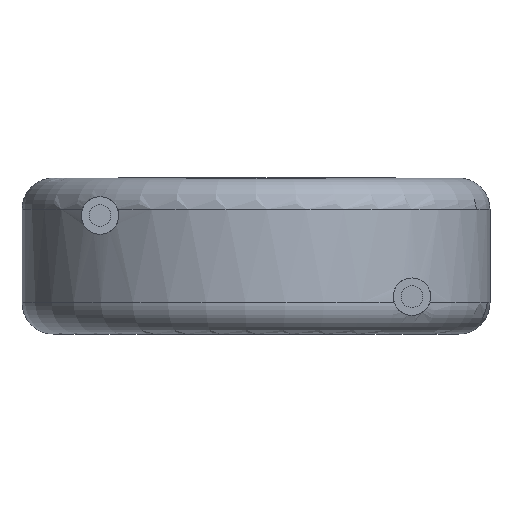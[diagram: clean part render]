
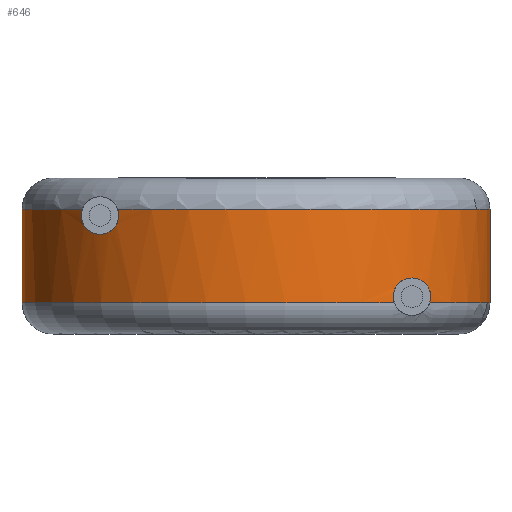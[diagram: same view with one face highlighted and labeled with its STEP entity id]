
A CAD part, front view. The second image highlights one B-rep face of the part: STEP entity #646.
In plain terms, the highlighted cylindrical face has radius 7.5 mm (diameter 15 mm), a partial arc.
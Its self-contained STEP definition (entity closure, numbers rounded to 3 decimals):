
#10 = CARTESIAN_POINT ( 'NONE',  ( -4.434, -6.049, 4. ) ) ;
#54 = CARTESIAN_POINT ( 'NONE',  ( -5.566, -5.027, 4. ) ) ;
#62 = CARTESIAN_POINT ( 'NONE',  ( 7.5, 0., 1. ) ) ;
#93 = B_SPLINE_CURVE_WITH_KNOTS ( 'NONE', 3,
 ( #1418, #1942, #581, #1152, #1975, #1695, #2535, #3304, #2262, #2794, #1437, #1660 ),
 .UNSPECIFIED., .F., .F.,
 ( 4, 2, 2, 2, 2, 4 ),
 ( 0.003, 0.003, 0.003, 0.004, 0.004, 0.004 ),
 .UNSPECIFIED. ) ;
#109 = DIRECTION ( 'NONE',  ( 0., 0., -1. ) ) ;
#114 = CARTESIAN_POINT ( 'NONE',  ( 4.682, -5.86, 1.716 ) ) ;
#172 = DIRECTION ( 'NONE',  ( 0., 0., -1. ) ) ;
#205 = CARTESIAN_POINT ( 'NONE',  ( -4.681, -5.861, 3.285 ) ) ;
#213 = DIRECTION ( 'NONE',  ( 0., 0., -1. ) ) ;
#215 = CARTESIAN_POINT ( 'NONE',  ( 5.166, -5.438, 1.783 ) ) ;
#274 = CARTESIAN_POINT ( 'NONE',  ( -4.839, -5.731, 3.216 ) ) ;
#284 = DIRECTION ( 'NONE',  ( 1., 0., 0. ) ) ;
#290 = EDGE_CURVE ( 'NONE', #1730, #1598, #1881, .T. ) ;
#317 = CARTESIAN_POINT ( 'NONE',  ( 4.391, -6.08, 1.212 ) ) ;
#338 = CARTESIAN_POINT ( 'NONE',  ( 5.566, -5.027, 1. ) ) ;
#341 = DIRECTION ( 'NONE',  ( 1., 0., 0. ) ) ;
#390 = CARTESIAN_POINT ( 'NONE',  ( -4.434, -6.049, 4. ) ) ;
#391 = CARTESIAN_POINT ( 'NONE',  ( 4.921, -5.661, 1.8 ) ) ;
#417 = CARTESIAN_POINT ( 'NONE',  ( -4.481, -6.015, 3.485 ) ) ;
#428 = CARTESIAN_POINT ( 'NONE',  ( 4.434, -6.049, 1. ) ) ;
#461 = CARTESIAN_POINT ( 'NONE',  ( -4.605, -5.92, 3.338 ) ) ;
#507 = CIRCLE ( 'NONE', #1337, 7.5 ) ;
#523 = CARTESIAN_POINT ( 'NONE',  ( 4.434, -6.049, 1. ) ) ;
#539 = CIRCLE ( 'NONE', #3423, 7.5 ) ;
#552 = EDGE_CURVE ( 'NONE', #2593, #1536, #2999, .T. ) ;
#581 = CARTESIAN_POINT ( 'NONE',  ( -5.595, -4.995, 3.895 ) ) ;
#583 = CARTESIAN_POINT ( 'NONE',  ( 4.432, -6.051, 1.42 ) ) ;
#603 = B_SPLINE_CURVE_WITH_KNOTS ( 'NONE', 3,
 ( #2009, #3091, #1135, #761, #3387, #1708, #645, #2346, #1229, #215, #1745, #1505 ),
 .UNSPECIFIED., .F., .F.,
 ( 4, 2, 2, 2, 2, 4 ),
 ( 0.001, 0.001, 0.001, 0.002, 0.002, 0.002 ),
 .UNSPECIFIED. ) ;
#643 = ORIENTED_EDGE ( 'NONE', *, *, #1731, .T. ) ;
#645 = CARTESIAN_POINT ( 'NONE',  ( 5.512, -5.087, 1.526 ) ) ;
#646 = ADVANCED_FACE ( 'NONE', ( #2319 ), #2643, .T. ) ;
#651 = CARTESIAN_POINT ( 'NONE',  ( 7.5, 0., 5. ) ) ;
#761 = CARTESIAN_POINT ( 'NONE',  ( 5.602, -4.986, 1.217 ) ) ;
#780 = CARTESIAN_POINT ( 'NONE',  ( 4.399, -6.074, 1.099 ) ) ;
#850 = EDGE_CURVE ( 'NONE', #3500, #1280, #1177, .T. ) ;
#935 = CARTESIAN_POINT ( 'NONE',  ( 4.606, -5.92, 1.663 ) ) ;
#946 = CARTESIAN_POINT ( 'NONE',  ( 0., 0., 5. ) ) ;
#1118 = CARTESIAN_POINT ( 'NONE',  ( 0., 0., 1. ) ) ;
#1135 = CARTESIAN_POINT ( 'NONE',  ( 5.595, -4.995, 1.105 ) ) ;
#1152 = CARTESIAN_POINT ( 'NONE',  ( -5.602, -4.986, 3.783 ) ) ;
#1161 = ORIENTED_EDGE ( 'NONE', *, *, #850, .T. ) ;
#1177 = CIRCLE ( 'NONE', #2463, 7.5 ) ;
#1179 = CARTESIAN_POINT ( 'NONE',  ( 7.5, 0., 4. ) ) ;
#1195 = VECTOR ( 'NONE', #172, 1000. ) ;
#1229 = CARTESIAN_POINT ( 'NONE',  ( 5.318, -5.289, 1.715 ) ) ;
#1246 = AXIS2_PLACEMENT_3D ( 'NONE', #946, #2893, #2854 ) ;
#1263 = CARTESIAN_POINT ( 'NONE',  ( -5., -5.59, 3.2 ) ) ;
#1280 = VERTEX_POINT ( 'NONE', #62 ) ;
#1337 = AXIS2_PLACEMENT_3D ( 'NONE', #1617, #1349, #2706 ) ;
#1348 = EDGE_CURVE ( 'NONE', #1353, #1499, #2607, .T. ) ;
#1349 = DIRECTION ( 'NONE',  ( 0., 0., -1. ) ) ;
#1353 = VERTEX_POINT ( 'NONE', #1263 ) ;
#1407 = CARTESIAN_POINT ( 'NONE',  ( 0., 0., 1. ) ) ;
#1418 = CARTESIAN_POINT ( 'NONE',  ( -5.566, -5.027, 4. ) ) ;
#1437 = CARTESIAN_POINT ( 'NONE',  ( -5.084, -5.515, 3.2 ) ) ;
#1499 = VERTEX_POINT ( 'NONE', #390 ) ;
#1505 = CARTESIAN_POINT ( 'NONE',  ( 5., -5.59, 1.8 ) ) ;
#1536 = VERTEX_POINT ( 'NONE', #428 ) ;
#1564 = VERTEX_POINT ( 'NONE', #1766 ) ;
#1569 = EDGE_CURVE ( 'NONE', #2753, #1280, #3142, .T. ) ;
#1598 = VERTEX_POINT ( 'NONE', #1613 ) ;
#1613 = CARTESIAN_POINT ( 'NONE',  ( -7.5, 0., 4. ) ) ;
#1616 = CARTESIAN_POINT ( 'NONE',  ( -4.399, -6.074, 3.901 ) ) ;
#1617 = CARTESIAN_POINT ( 'NONE',  ( 0., 0., 4. ) ) ;
#1660 = CARTESIAN_POINT ( 'NONE',  ( -5., -5.59, 3.2 ) ) ;
#1695 = CARTESIAN_POINT ( 'NONE',  ( -5.563, -5.03, 3.565 ) ) ;
#1708 = CARTESIAN_POINT ( 'NONE',  ( 5.563, -5.031, 1.435 ) ) ;
#1720 = ORIENTED_EDGE ( 'NONE', *, *, #552, .F. ) ;
#1730 = VERTEX_POINT ( 'NONE', #54 ) ;
#1731 = EDGE_CURVE ( 'NONE', #1564, #1536, #539, .T. ) ;
#1745 = CARTESIAN_POINT ( 'NONE',  ( 5.083, -5.516, 1.8 ) ) ;
#1766 = CARTESIAN_POINT ( 'NONE',  ( -7.5, 0., 1. ) ) ;
#1783 = DIRECTION ( 'NONE',  ( 1., 0., 0. ) ) ;
#1871 = CARTESIAN_POINT ( 'NONE',  ( -7.5, 0., 5. ) ) ;
#1881 = CIRCLE ( 'NONE', #3064, 7.5 ) ;
#1886 = LINE ( 'NONE', #1871, #2486 ) ;
#1942 = CARTESIAN_POINT ( 'NONE',  ( -5.583, -5.008, 3.95 ) ) ;
#1975 = CARTESIAN_POINT ( 'NONE',  ( -5.598, -4.991, 3.726 ) ) ;
#2009 = CARTESIAN_POINT ( 'NONE',  ( 5.566, -5.027, 1. ) ) ;
#2110 = ORIENTED_EDGE ( 'NONE', *, *, #1348, .F. ) ;
#2158 = ORIENTED_EDGE ( 'NONE', *, *, #2491, .F. ) ;
#2223 = DIRECTION ( 'NONE',  ( 0., 0., 1. ) ) ;
#2262 = CARTESIAN_POINT ( 'NONE',  ( -5.319, -5.289, 3.285 ) ) ;
#2319 = FACE_OUTER_BOUND ( 'NONE', #2406, .T. ) ;
#2346 = CARTESIAN_POINT ( 'NONE',  ( 5.391, -5.215, 1.665 ) ) ;
#2376 = CARTESIAN_POINT ( 'NONE',  ( -4.919, -5.662, 3.2 ) ) ;
#2406 = EDGE_LOOP ( 'NONE', ( #3308, #2632, #2110, #2158, #3120, #3451, #643, #1720, #2427, #1161 ) ) ;
#2422 = EDGE_CURVE ( 'NONE', #2753, #1499, #507, .T. ) ;
#2427 = ORIENTED_EDGE ( 'NONE', *, *, #3251, .F. ) ;
#2463 = AXIS2_PLACEMENT_3D ( 'NONE', #1407, #2502, #341 ) ;
#2486 = VECTOR ( 'NONE', #213, 1000. ) ;
#2491 = EDGE_CURVE ( 'NONE', #1730, #1353, #93, .T. ) ;
#2502 = DIRECTION ( 'NONE',  ( 0., 0., 1. ) ) ;
#2535 = CARTESIAN_POINT ( 'NONE',  ( -5.512, -5.087, 3.474 ) ) ;
#2569 = CARTESIAN_POINT ( 'NONE',  ( 4.838, -5.732, 1.784 ) ) ;
#2593 = VERTEX_POINT ( 'NONE', #3237 ) ;
#2607 = B_SPLINE_CURVE_WITH_KNOTS ( 'NONE', 3,
 ( #3414, #2376, #274, #205, #461, #417, #2895, #3148, #1616, #10 ),
 .UNSPECIFIED., .F., .F.,
 ( 4, 2, 2, 2, 4 ),
 ( 0., 0., 0.001, 0.001, 0.001 ),
 .UNSPECIFIED. ) ;
#2632 = ORIENTED_EDGE ( 'NONE', *, *, #2422, .T. ) ;
#2643 = CYLINDRICAL_SURFACE ( 'NONE', #1246, 7.5 ) ;
#2706 = DIRECTION ( 'NONE',  ( 1., 0., 0. ) ) ;
#2753 = VERTEX_POINT ( 'NONE', #1179 ) ;
#2794 = CARTESIAN_POINT ( 'NONE',  ( -5.166, -5.438, 3.218 ) ) ;
#2854 = DIRECTION ( 'NONE',  ( -1., 0., 0. ) ) ;
#2893 = DIRECTION ( 'NONE',  ( 0., 0., -1. ) ) ;
#2895 = CARTESIAN_POINT ( 'NONE',  ( -4.432, -6.05, 3.578 ) ) ;
#2920 = CARTESIAN_POINT ( 'NONE',  ( 0., 0., 4. ) ) ;
#2999 = B_SPLINE_CURVE_WITH_KNOTS ( 'NONE', 3,
 ( #3092, #391, #2569, #114, #935, #3027, #583, #317, #780, #523 ),
 .UNSPECIFIED., .F., .F.,
 ( 4, 2, 2, 2, 4 ),
 ( 0.002, 0.003, 0.003, 0.003, 0.004 ),
 .UNSPECIFIED. ) ;
#3027 = CARTESIAN_POINT ( 'NONE',  ( 4.481, -6.015, 1.516 ) ) ;
#3064 = AXIS2_PLACEMENT_3D ( 'NONE', #2920, #109, #1783 ) ;
#3091 = CARTESIAN_POINT ( 'NONE',  ( 5.583, -5.008, 1.05 ) ) ;
#3092 = CARTESIAN_POINT ( 'NONE',  ( 5., -5.59, 1.8 ) ) ;
#3120 = ORIENTED_EDGE ( 'NONE', *, *, #290, .T. ) ;
#3142 = LINE ( 'NONE', #651, #1195 ) ;
#3148 = CARTESIAN_POINT ( 'NONE',  ( -4.391, -6.081, 3.789 ) ) ;
#3237 = CARTESIAN_POINT ( 'NONE',  ( 5., -5.59, 1.8 ) ) ;
#3251 = EDGE_CURVE ( 'NONE', #3500, #2593, #603, .T. ) ;
#3284 = EDGE_CURVE ( 'NONE', #1598, #1564, #1886, .T. ) ;
#3304 = CARTESIAN_POINT ( 'NONE',  ( -5.391, -5.215, 3.335 ) ) ;
#3308 = ORIENTED_EDGE ( 'NONE', *, *, #1569, .F. ) ;
#3387 = CARTESIAN_POINT ( 'NONE',  ( 5.598, -4.991, 1.274 ) ) ;
#3414 = CARTESIAN_POINT ( 'NONE',  ( -5., -5.59, 3.2 ) ) ;
#3423 = AXIS2_PLACEMENT_3D ( 'NONE', #1118, #2223, #284 ) ;
#3451 = ORIENTED_EDGE ( 'NONE', *, *, #3284, .T. ) ;
#3500 = VERTEX_POINT ( 'NONE', #338 ) ;
